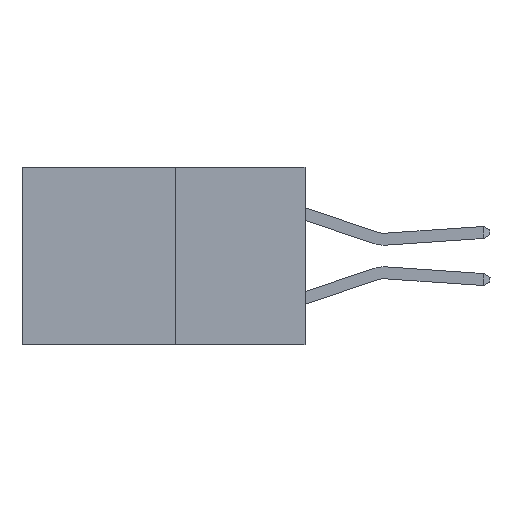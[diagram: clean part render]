
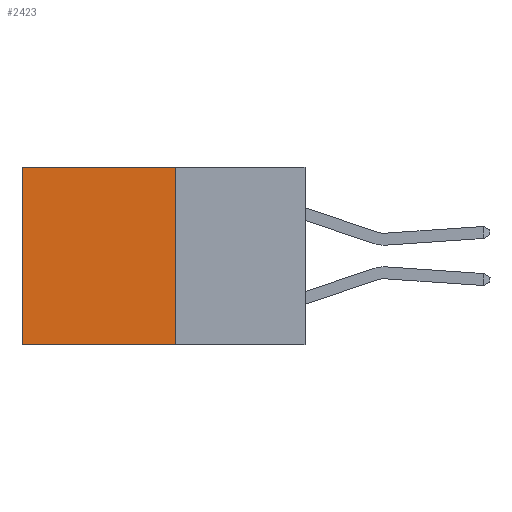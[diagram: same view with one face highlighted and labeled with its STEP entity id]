
A CAD part, left-side view. The second image highlights one B-rep face of the part: STEP entity #2423.
In plain terms, the highlighted planar face has unit normal (-1, 0, 0).
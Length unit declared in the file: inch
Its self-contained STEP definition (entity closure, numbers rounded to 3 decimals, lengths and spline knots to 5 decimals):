
#241 = VERTEX_POINT ( 'NONE', #1518 ) ;
#678 = EDGE_CURVE ( 'NONE', #836, #241, #3915, .T. ) ;
#836 = VERTEX_POINT ( 'NONE', #5233 ) ;
#906 = DIRECTION ( 'NONE',  ( 0., 0., -1. ) ) ;
#957 = VECTOR ( 'NONE', #7362, 39.37008 ) ;
#1105 = CARTESIAN_POINT ( 'NONE',  ( 0.277, 0.27, -0.37 ) ) ;
#1248 = EDGE_LOOP ( 'NONE', ( #2813, #6872, #4943, #4769 ) ) ;
#1314 = DIRECTION ( 'NONE',  ( 0., 1., 0. ) ) ;
#1518 = CARTESIAN_POINT ( 'NONE',  ( 0.277, 0.27, -0.37 ) ) ;
#1684 = CARTESIAN_POINT ( 'NONE',  ( 0.277, 0.59, 0. ) ) ;
#1710 = FACE_OUTER_BOUND ( 'NONE', #1248, .T. ) ;
#2049 = EDGE_CURVE ( 'NONE', #241, #6390, #5678, .T. ) ;
#2061 = VECTOR ( 'NONE', #5198, 39.37008 ) ;
#2423 = ADVANCED_FACE ( 'NONE', ( #1710 ), #7174, .F. ) ;
#2655 = VECTOR ( 'NONE', #1314, 39.37008 ) ;
#2813 = ORIENTED_EDGE ( 'NONE', *, *, #8338, .T. ) ;
#3207 = VERTEX_POINT ( 'NONE', #1684 ) ;
#3459 = CARTESIAN_POINT ( 'NONE',  ( 0.277, 0.59, -0.37 ) ) ;
#3562 = EDGE_CURVE ( 'NONE', #836, #3207, #6246, .T. ) ;
#3568 = CARTESIAN_POINT ( 'NONE',  ( 0.277, 0.27, -0.37 ) ) ;
#3915 = LINE ( 'NONE', #3568, #4338 ) ;
#4207 = CARTESIAN_POINT ( 'NONE',  ( 0.277, 0.27, 0. ) ) ;
#4338 = VECTOR ( 'NONE', #8155, 39.37008 ) ;
#4769 = ORIENTED_EDGE ( 'NONE', *, *, #3562, .T. ) ;
#4943 = ORIENTED_EDGE ( 'NONE', *, *, #678, .F. ) ;
#5198 = DIRECTION ( 'NONE',  ( 0., 1., 0. ) ) ;
#5233 = CARTESIAN_POINT ( 'NONE',  ( 0.277, 0.27, 0. ) ) ;
#5678 = LINE ( 'NONE', #6388, #2061 ) ;
#5891 = LINE ( 'NONE', #3459, #957 ) ;
#6246 = LINE ( 'NONE', #4207, #2655 ) ;
#6388 = CARTESIAN_POINT ( 'NONE',  ( 0.277, 0.27, -0.37 ) ) ;
#6390 = VERTEX_POINT ( 'NONE', #8428 ) ;
#6872 = ORIENTED_EDGE ( 'NONE', *, *, #2049, .F. ) ;
#7174 = PLANE ( 'NONE',  #7691 ) ;
#7362 = DIRECTION ( 'NONE',  ( 0., 0., -1. ) ) ;
#7691 = AXIS2_PLACEMENT_3D ( 'NONE', #1105, #8413, #906 ) ;
#8155 = DIRECTION ( 'NONE',  ( 0., 0., -1. ) ) ;
#8338 = EDGE_CURVE ( 'NONE', #3207, #6390, #5891, .T. ) ;
#8413 = DIRECTION ( 'NONE',  ( 1., 0., 0. ) ) ;
#8428 = CARTESIAN_POINT ( 'NONE',  ( 0.277, 0.59, -0.37 ) ) ;
